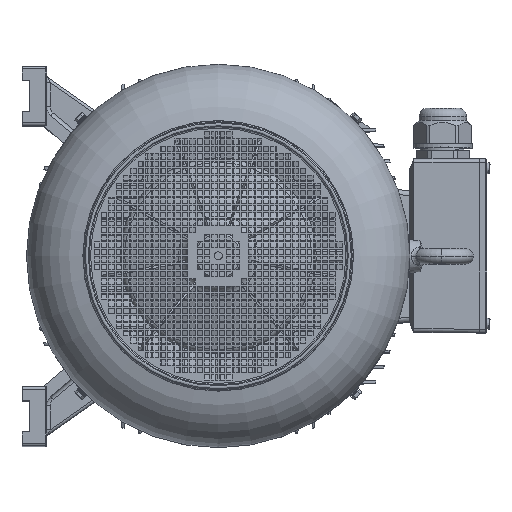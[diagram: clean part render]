
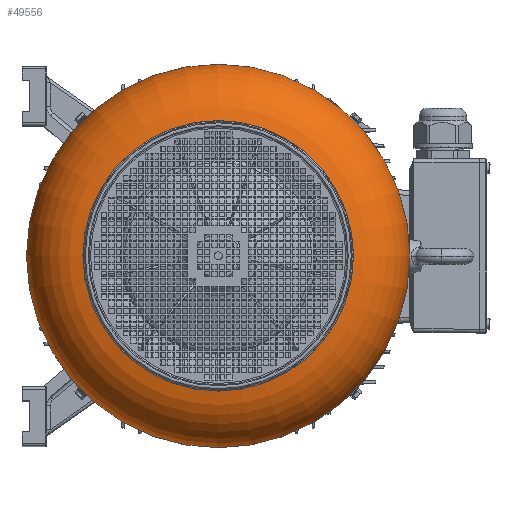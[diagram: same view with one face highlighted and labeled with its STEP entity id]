
A CAD part, top view. The second image highlights one B-rep face of the part: STEP entity #49556.
In plain terms, the highlighted toroidal (fillet/blend) face has major radius 181.5 mm and minor radius 92 mm.
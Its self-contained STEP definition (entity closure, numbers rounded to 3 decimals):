
#1779=TOROIDAL_SURFACE('',#136518,181.5,92.);
#49556=ADVANCED_FACE('',(#58425,#58426),#1779,.T.);
#58425=FACE_BOUND('',#61587,.T.);
#58426=FACE_BOUND('',#61588,.T.);
#61587=EDGE_LOOP('',(#77421));
#61588=EDGE_LOOP('',(#77422));
#77421=ORIENTED_EDGE('',*,*,#123175,.F.);
#77422=ORIENTED_EDGE('',*,*,#116448,.T.);
#104313=VERTEX_POINT('',#182074);
#111039=VERTEX_POINT('',#195532);
#116448=EDGE_CURVE('',#104313,#104313,#133217,.T.);
#123175=EDGE_CURVE('',#111039,#111039,#133224,.T.);
#133217=CIRCLE('',#136505,273.5);
#133224=CIRCLE('',#136517,193.092);
#136505=AXIS2_PLACEMENT_3D('',#182073,#147309,#147310);
#136517=AXIS2_PLACEMENT_3D('',#195531,#154053,#154054);
#136518=AXIS2_PLACEMENT_3D('',#195533,#154055,#154056);
#147309=DIRECTION('',(0.,0.,1.));
#147310=DIRECTION('',(1.,0.,0.));
#154053=DIRECTION('',(0.,0.,1.));
#154054=DIRECTION('',(1.,0.,0.));
#154055=DIRECTION('',(0.,0.,1.));
#154056=DIRECTION('',(1.,0.,0.));
#182073=CARTESIAN_POINT('',(204.672,302.904,778.624));
#182074=CARTESIAN_POINT('',(478.172,302.904,778.624));
#195531=CARTESIAN_POINT('',(204.672,302.904,869.891));
#195532=CARTESIAN_POINT('',(397.764,302.904,869.891));
#195533=CARTESIAN_POINT('',(204.672,302.904,778.624));
